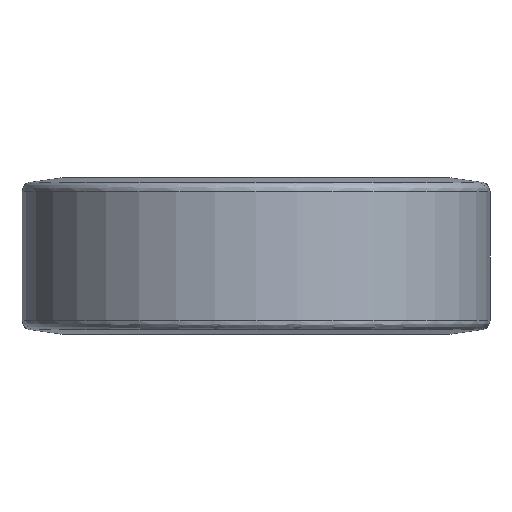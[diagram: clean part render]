
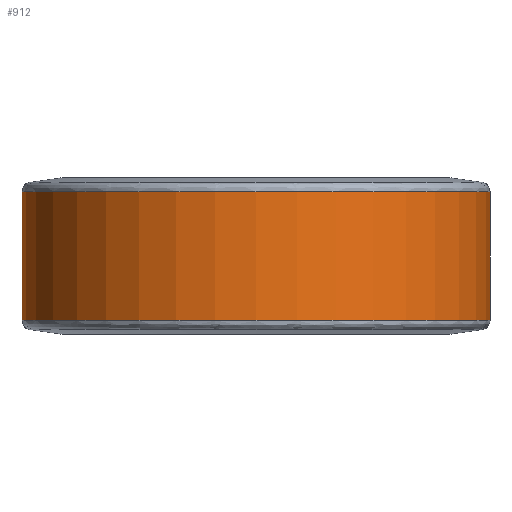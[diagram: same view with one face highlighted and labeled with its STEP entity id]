
A CAD part, front view. The second image highlights one B-rep face of the part: STEP entity #912.
In plain terms, the highlighted cylindrical face has radius 75 mm (diameter 150 mm), a partial arc.
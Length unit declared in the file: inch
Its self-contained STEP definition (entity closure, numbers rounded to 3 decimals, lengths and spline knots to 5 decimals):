
#8 = CARTESIAN_POINT ( 'NONE',  ( 2.95276, 0., 0.98425 ) ) ;
#10 = EDGE_CURVE ( 'NONE', #524, #874, #883, .T. ) ;
#16 = CARTESIAN_POINT ( 'NONE',  ( 0., 0., 0.17184 ) ) ;
#120 = CARTESIAN_POINT ( 'NONE',  ( -2.95276, 0., 1.79667 ) ) ;
#184 = CARTESIAN_POINT ( 'NONE',  ( 0., 0., 0.98425 ) ) ;
#188 = DIRECTION ( 'NONE',  ( 1., 0., 0. ) ) ;
#253 = DIRECTION ( 'NONE',  ( 0., 0., 1. ) ) ;
#298 = VERTEX_POINT ( 'NONE', #788 ) ;
#323 = AXIS2_PLACEMENT_3D ( 'NONE', #16, #253, #538 ) ;
#353 = CARTESIAN_POINT ( 'NONE',  ( 0., 0., 1.79667 ) ) ;
#355 = DIRECTION ( 'NONE',  ( 0., 0., 1. ) ) ;
#404 = AXIS2_PLACEMENT_3D ( 'NONE', #184, #488, #188 ) ;
#458 = CARTESIAN_POINT ( 'NONE',  ( -2.95276, 0., 0.98425 ) ) ;
#472 = CYLINDRICAL_SURFACE ( 'NONE', #404, 2.95276 ) ;
#488 = DIRECTION ( 'NONE',  ( 0., 0., 1. ) ) ;
#504 = ORIENTED_EDGE ( 'NONE', *, *, #731, .F. ) ;
#515 = LINE ( 'NONE', #458, #884 ) ;
#524 = VERTEX_POINT ( 'NONE', #892 ) ;
#538 = DIRECTION ( 'NONE',  ( 1., 0., 0. ) ) ;
#568 = ORIENTED_EDGE ( 'NONE', *, *, #10, .T. ) ;
#573 = CIRCLE ( 'NONE', #828, 2.95276 ) ;
#602 = FACE_OUTER_BOUND ( 'NONE', #861, .T. ) ;
#620 = EDGE_CURVE ( 'NONE', #298, #524, #736, .T. ) ;
#622 = DIRECTION ( 'NONE',  ( 0., 0., -1. ) ) ;
#626 = DIRECTION ( 'NONE',  ( 1., 0., 0. ) ) ;
#636 = ORIENTED_EDGE ( 'NONE', *, *, #620, .T. ) ;
#658 = EDGE_CURVE ( 'NONE', #874, #709, #573, .T. ) ;
#680 = CARTESIAN_POINT ( 'NONE',  ( 2.95276, 0., 1.79667 ) ) ;
#709 = VERTEX_POINT ( 'NONE', #120 ) ;
#731 = EDGE_CURVE ( 'NONE', #298, #709, #515, .T. ) ;
#733 = ORIENTED_EDGE ( 'NONE', *, *, #658, .T. ) ;
#736 = CIRCLE ( 'NONE', #323, 2.95276 ) ;
#767 = VECTOR ( 'NONE', #890, 39.37008 ) ;
#788 = CARTESIAN_POINT ( 'NONE',  ( -2.95276, 0., 0.17184 ) ) ;
#828 = AXIS2_PLACEMENT_3D ( 'NONE', #353, #622, #626 ) ;
#861 = EDGE_LOOP ( 'NONE', ( #504, #636, #568, #733 ) ) ;
#874 = VERTEX_POINT ( 'NONE', #680 ) ;
#883 = LINE ( 'NONE', #8, #767 ) ;
#884 = VECTOR ( 'NONE', #355, 39.37008 ) ;
#890 = DIRECTION ( 'NONE',  ( 0., 0., 1. ) ) ;
#892 = CARTESIAN_POINT ( 'NONE',  ( 2.95276, 0., 0.17184 ) ) ;
#912 = ADVANCED_FACE ( 'NONE', ( #602 ), #472, .T. ) ;
